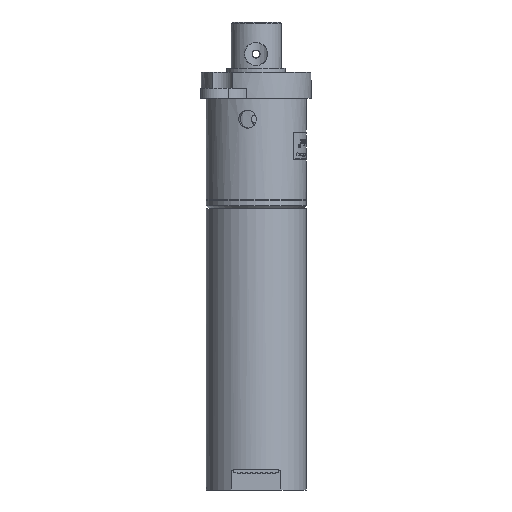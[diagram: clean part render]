
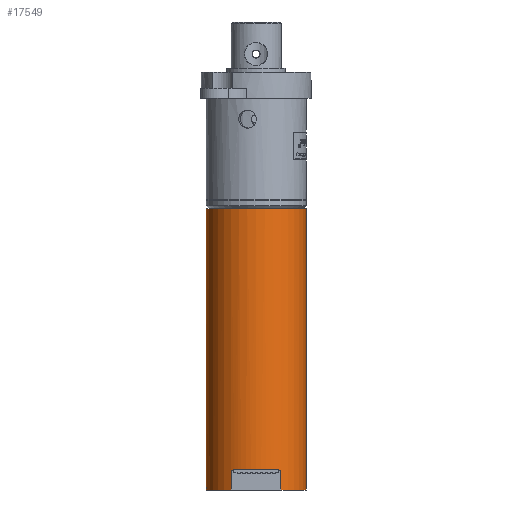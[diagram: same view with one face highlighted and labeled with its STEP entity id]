
A CAD part, left-side view. The second image highlights one B-rep face of the part: STEP entity #17549.
In plain terms, the highlighted cylindrical face has radius 5 mm (diameter 10 mm), a full revolution.
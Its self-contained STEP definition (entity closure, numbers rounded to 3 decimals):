
#2146=CYLINDRICAL_SURFACE('',#18516,5.);
#2358=LINE('',#21407,#3381);
#2360=LINE('',#21410,#3383);
#3381=VECTOR('',#19244,1.9);
#3383=VECTOR('',#19246,1.9);
#4276=FACE_BOUND('',#5404,.T.);
#4442=FACE_OUTER_BOUND('',#5403,.T.);
#5403=EDGE_LOOP('',(#11274,#11275,#11276,#11277,#11278,#11279));
#5404=EDGE_LOOP('',(#11280));
#6435=CIRCLE('',#18465,5.);
#6437=CIRCLE('',#18510,5.);
#6438=CIRCLE('',#18512,5.);
#6439=CIRCLE('',#18515,5.);
#6440=CIRCLE('',#18517,5.);
#6582=VERTEX_POINT('',#21138);
#6661=VERTEX_POINT('',#21356);
#6669=VERTEX_POINT('',#21384);
#6670=VERTEX_POINT('',#21400);
#6671=VERTEX_POINT('',#21404);
#6672=VERTEX_POINT('',#21406);
#6673=VERTEX_POINT('',#21408);
#8360=EDGE_CURVE('',#6582,#6582,#6435,.T.);
#8489=EDGE_CURVE('',#6661,#6669,#6437,.T.);
#8491=EDGE_CURVE('',#6669,#6670,#6438,.T.);
#8493=EDGE_CURVE('',#6672,#6671,#2358,.T.);
#8495=EDGE_CURVE('',#6670,#6673,#2360,.T.);
#8496=EDGE_CURVE('',#6671,#6661,#6439,.T.);
#8497=EDGE_CURVE('',#6673,#6672,#6440,.T.);
#11274=ORIENTED_EDGE('',*,*,#8497,.T.);
#11275=ORIENTED_EDGE('',*,*,#8493,.T.);
#11276=ORIENTED_EDGE('',*,*,#8496,.T.);
#11277=ORIENTED_EDGE('',*,*,#8489,.T.);
#11278=ORIENTED_EDGE('',*,*,#8491,.T.);
#11279=ORIENTED_EDGE('',*,*,#8495,.T.);
#11280=ORIENTED_EDGE('',*,*,#8360,.F.);
#17549=ADVANCED_FACE('',(#4442,#4276),#2146,.T.);
#18465=AXIS2_PLACEMENT_3D('',#21139,#19017,#19018);
#18510=AXIS2_PLACEMENT_3D('',#21398,#19234,#19235);
#18512=AXIS2_PLACEMENT_3D('',#21402,#19239,#19240);
#18515=AXIS2_PLACEMENT_3D('',#21412,#19249,#19250);
#18516=AXIS2_PLACEMENT_3D('',#21413,#19251,#19252);
#18517=AXIS2_PLACEMENT_3D('',#21414,#19253,#19254);
#19017=DIRECTION('center_axis',(0.,0.,1.));
#19018=DIRECTION('ref_axis',(-1.,0.,0.));
#19234=DIRECTION('center_axis',(0.,0.,1.));
#19235=DIRECTION('ref_axis',(-1.,0.,0.));
#19239=DIRECTION('center_axis',(0.,0.,1.));
#19240=DIRECTION('ref_axis',(-1.,0.,0.));
#19244=DIRECTION('',(0.,0.,1.));
#19246=DIRECTION('',(0.,0.,-1.));
#19249=DIRECTION('center_axis',(0.,0.,1.));
#19250=DIRECTION('ref_axis',(-1.,0.,0.));
#19251=DIRECTION('center_axis',(0.,0.,1.));
#19252=DIRECTION('ref_axis',(-1.,0.,0.));
#19253=DIRECTION('center_axis',(0.,0.,1.));
#19254=DIRECTION('ref_axis',(-1.,0.,0.));
#21138=CARTESIAN_POINT('',(-5.,0.,-0.9));
#21139=CARTESIAN_POINT('Origin',(0.,0.,
-0.9));
#21356=CARTESIAN_POINT('',(-4.77,1.5,-27.1));
#21384=CARTESIAN_POINT('',(-4.77,-1.5,-27.1));
#21398=CARTESIAN_POINT('Origin',(0.,0.,
-27.1));
#21400=CARTESIAN_POINT('',(-4.35,-2.465,-27.1));
#21402=CARTESIAN_POINT('Origin',(0.,0.,
-27.1));
#21404=CARTESIAN_POINT('',(-4.35,2.465,-27.1));
#21406=CARTESIAN_POINT('',(-4.35,2.465,-29.));
#21407=CARTESIAN_POINT('',(-4.35,2.465,-29.));
#21408=CARTESIAN_POINT('',(-4.35,-2.465,-29.));
#21410=CARTESIAN_POINT('',(-4.35,-2.465,-27.1));
#21412=CARTESIAN_POINT('Origin',(0.,0.,
-27.1));
#21413=CARTESIAN_POINT('Origin',(0.,0.,
-14.95));
#21414=CARTESIAN_POINT('Origin',(0.,0.,
-29.));
